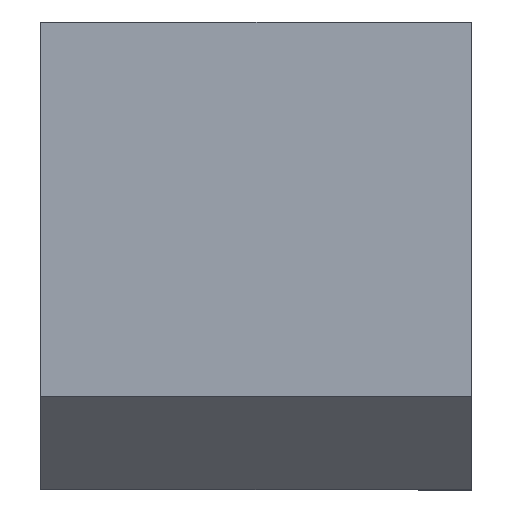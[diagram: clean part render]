
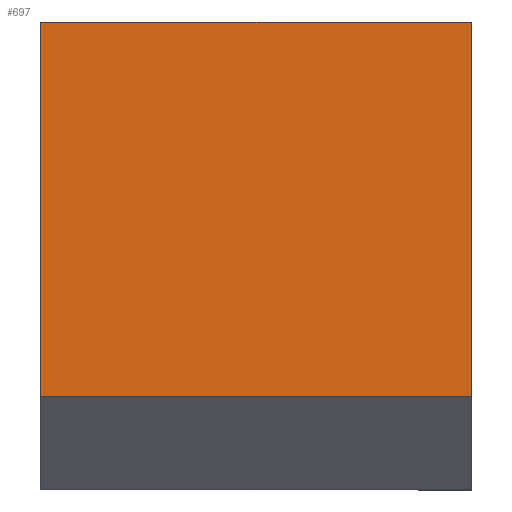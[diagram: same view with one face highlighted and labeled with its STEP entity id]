
A CAD part, left-side view. The second image highlights one B-rep face of the part: STEP entity #697.
In plain terms, the highlighted planar face has unit normal (-1, 0, 0).
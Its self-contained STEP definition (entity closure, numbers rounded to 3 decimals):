
#54 = CARTESIAN_POINT ( 'NONE',  ( 0., 11.5, 0. ) ) ;
#56 = CARTESIAN_POINT ( 'NONE',  ( 0., 0., 0. ) ) ;
#88 = DIRECTION ( 'NONE',  ( 0., -1., 0. ) ) ;
#92 = CARTESIAN_POINT ( 'NONE',  ( 0., 11.5, 0. ) ) ;
#102 = DIRECTION ( 'NONE',  ( 0., 0., 1. ) ) ;
#139 = DIRECTION ( 'NONE',  ( 0., 0., 1. ) ) ;
#161 = VERTEX_POINT ( 'NONE', #599 ) ;
#252 = VERTEX_POINT ( 'NONE', #618 ) ;
#259 = VERTEX_POINT ( 'NONE', #581 ) ;
#304 = FACE_OUTER_BOUND ( 'NONE', #485, .T. ) ;
#374 = LINE ( 'NONE', #92, #402 ) ;
#391 = VECTOR ( 'NONE', #102, 1000. ) ;
#402 = VECTOR ( 'NONE', #88, 1000. ) ;
#405 = LINE ( 'NONE', #56, #391 ) ;
#410 = VECTOR ( 'NONE', #139, 1000. ) ;
#418 = LINE ( 'NONE', #54, #410 ) ;
#430 = ORIENTED_EDGE ( 'NONE', *, *, #825, .F. ) ;
#441 = LINE ( 'NONE', #747, #507 ) ;
#450 = ORIENTED_EDGE ( 'NONE', *, *, #853, .T. ) ;
#466 = ORIENTED_EDGE ( 'NONE', *, *, #830, .T. ) ;
#473 = ORIENTED_EDGE ( 'NONE', *, *, #835, .F. ) ;
#485 = EDGE_LOOP ( 'NONE', ( #466, #430, #473, #450 ) ) ;
#507 = VECTOR ( 'NONE', #751, 1000. ) ;
#526 = VERTEX_POINT ( 'NONE', #586 ) ;
#581 = CARTESIAN_POINT ( 'NONE',  ( 0., 11.5, -10. ) ) ;
#586 = CARTESIAN_POINT ( 'NONE',  ( 0., 0., -10. ) ) ;
#599 = CARTESIAN_POINT ( 'NONE',  ( 0., 0., 0. ) ) ;
#610 = DIRECTION ( 'NONE',  ( 1., 0., 0. ) ) ;
#618 = CARTESIAN_POINT ( 'NONE',  ( 0., 11.5, 0. ) ) ;
#654 = DIRECTION ( 'NONE',  ( 0., 0., -1. ) ) ;
#684 = CARTESIAN_POINT ( 'NONE',  ( 0., 11.5, 0. ) ) ;
#687 = PLANE ( 'NONE',  #858 ) ;
#697 = ADVANCED_FACE ( 'NONE', ( #304 ), #687, .F. ) ;
#747 = CARTESIAN_POINT ( 'NONE',  ( 0., 11.5, -10. ) ) ;
#751 = DIRECTION ( 'NONE',  ( 0., -1., 0. ) ) ;
#825 = EDGE_CURVE ( 'NONE', #252, #161, #374, .T. ) ;
#830 = EDGE_CURVE ( 'NONE', #526, #161, #405, .T. ) ;
#835 = EDGE_CURVE ( 'NONE', #259, #252, #418, .T. ) ;
#853 = EDGE_CURVE ( 'NONE', #259, #526, #441, .T. ) ;
#858 = AXIS2_PLACEMENT_3D ( 'NONE', #684, #610, #654 ) ;
